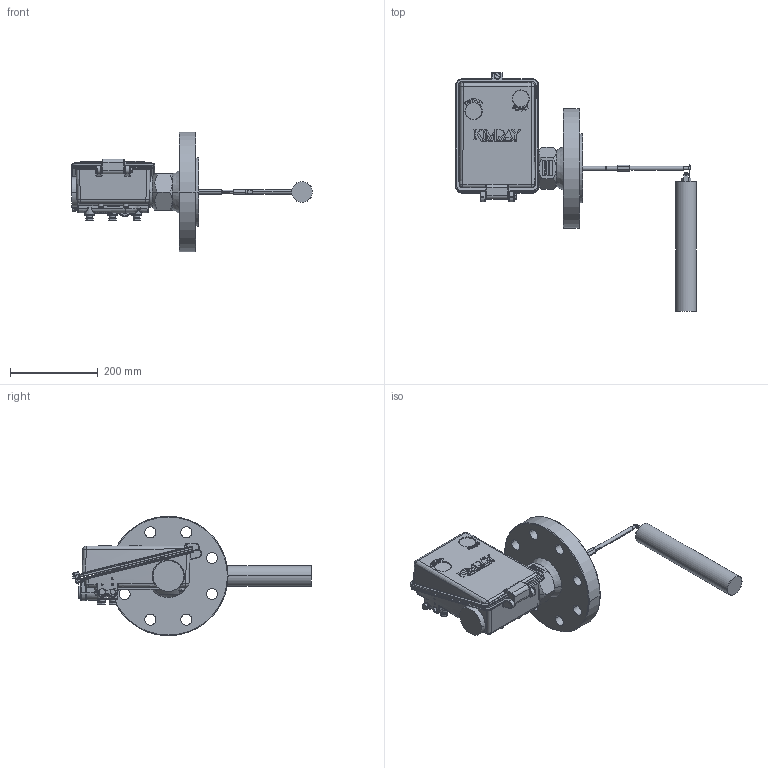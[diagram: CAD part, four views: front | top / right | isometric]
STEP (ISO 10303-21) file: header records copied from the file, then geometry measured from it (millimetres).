
FILE_DESCRIPTION (( 'STEP AP203' ), '1' );
FILE_NAME ('GEN II LEFT HAND 4IN 600RF (COS).STEP', '2018-06-13T14:51:55', ( '' ), ( '' ), 'SwSTEP 2.0', 'SolidWorks 2018', '' );
FILE_SCHEMA (( 'CONFIG_CONTROL_DESIGN' ));
Length unit declared in the file: inch
Products named in the file (1): GEN II LEFT HAND 4IN 600RF (COS)
Bounding box: 550.75 x 545.95 x 273.05 mm (x, y, z)
Volume: 5670680.2 mm3; surface area: 570655 mm2
Topology: 2 solids, 2 shells, 2349 faces, 5951 edges, 3703 vertices
Faces by surface type: plane 1103, bspline 505, cylinder 408, cone 150, torus 108, sphere 75
Entity records: 94170 total; most frequent: CARTESIAN_POINT 41700, ORIENTED_EDGE 11808, DIRECTION 9526, EDGE_CURVE 5904, VERTEX_POINT 3698, LINE 3190, VECTOR 3190, AXIS2_PLACEMENT_3D 3168
